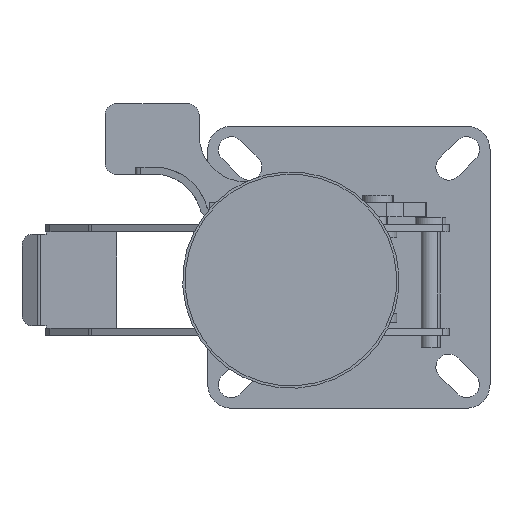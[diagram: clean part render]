
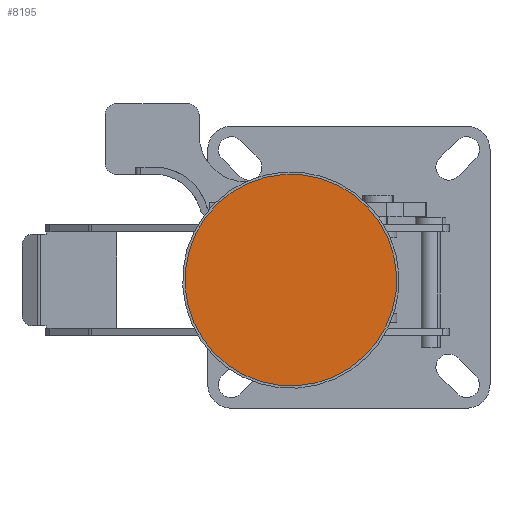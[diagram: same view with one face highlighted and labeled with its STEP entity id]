
A CAD part, front view. The second image highlights one B-rep face of the part: STEP entity #8195.
In plain terms, the highlighted planar face has unit normal (0, -1, 0).
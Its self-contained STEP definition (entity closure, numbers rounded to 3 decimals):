
#157 = DIRECTION ( 'NONE',  ( 0., 0., -1. ) ) ;
#689 = VERTEX_POINT ( 'NONE', #4706 ) ;
#723 = CARTESIAN_POINT ( 'NONE',  ( 0., 0., 0. ) ) ;
#1401 = DIRECTION ( 'NONE',  ( 0., 0., -1. ) ) ;
#1939 = VERTEX_POINT ( 'NONE', #5388 ) ;
#2246 = DIRECTION ( 'NONE',  ( 0., -1., 0. ) ) ;
#2357 = ORIENTED_EDGE ( 'NONE', *, *, #3521, .T. ) ;
#3521 = EDGE_CURVE ( 'NONE', #689, #1939, #7164, .T. ) ;
#4070 = CIRCLE ( 'NONE', #6748, 45. ) ;
#4144 = DIRECTION ( 'NONE',  ( 0., -1., 0. ) ) ;
#4706 = CARTESIAN_POINT ( 'NONE',  ( 0., 0., 45. ) ) ;
#5250 = AXIS2_PLACEMENT_3D ( 'NONE', #8104, #4144, #157 ) ;
#5361 = DIRECTION ( 'NONE',  ( 0., -1., 0. ) ) ;
#5388 = CARTESIAN_POINT ( 'NONE',  ( 0., 0., -45. ) ) ;
#5443 = PLANE ( 'NONE',  #5250 ) ;
#6207 = CARTESIAN_POINT ( 'NONE',  ( 0., 0., 0. ) ) ;
#6242 = EDGE_CURVE ( 'NONE', #1939, #689, #4070, .T. ) ;
#6396 = ORIENTED_EDGE ( 'NONE', *, *, #6242, .T. ) ;
#6415 = FACE_OUTER_BOUND ( 'NONE', #7631, .T. ) ;
#6748 = AXIS2_PLACEMENT_3D ( 'NONE', #6207, #2246, #6883 ) ;
#6883 = DIRECTION ( 'NONE',  ( 0., 0., -1. ) ) ;
#7164 = CIRCLE ( 'NONE', #7701, 45. ) ;
#7631 = EDGE_LOOP ( 'NONE', ( #6396, #2357 ) ) ;
#7701 = AXIS2_PLACEMENT_3D ( 'NONE', #723, #5361, #1401 ) ;
#8104 = CARTESIAN_POINT ( 'NONE',  ( 45., 0., 0. ) ) ;
#8195 = ADVANCED_FACE ( 'NONE', ( #6415 ), #5443, .T. ) ;
